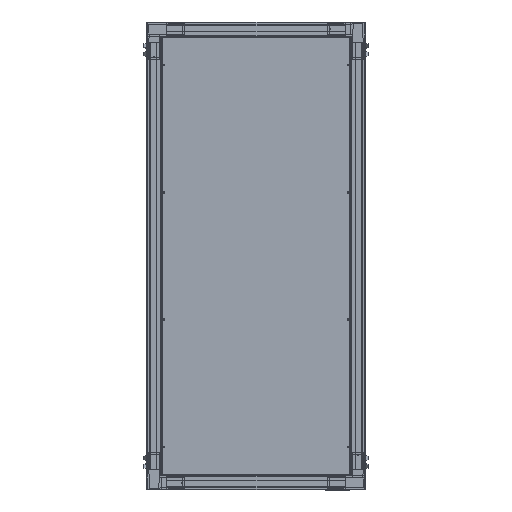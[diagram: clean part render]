
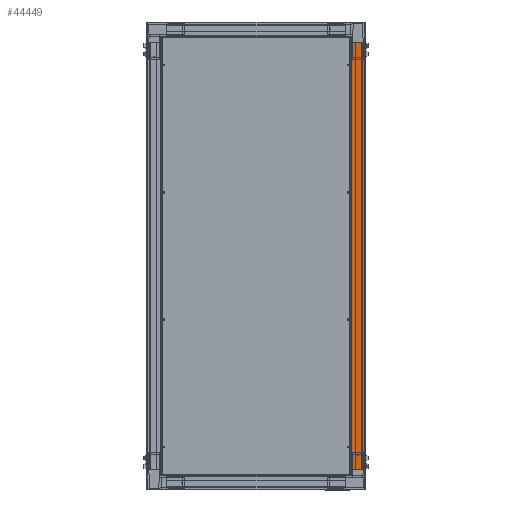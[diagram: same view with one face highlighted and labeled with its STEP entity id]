
A CAD part, front view. The second image highlights one B-rep face of the part: STEP entity #44449.
In plain terms, the highlighted planar face has unit normal (0, -1, 0).
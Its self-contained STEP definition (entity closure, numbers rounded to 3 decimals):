
#1060 = ORIENTED_EDGE ( 'NONE', *, *, #54540, .T. ) ;
#4507 = CARTESIAN_POINT ( 'NONE',  ( 1092.622, 227.422, 2100.069 ) ) ;
#5139 = CARTESIAN_POINT ( 'NONE',  ( 1092.622, 227.422, 610.069 ) ) ;
#12972 = DIRECTION ( 'NONE',  ( 0., 0., -1. ) ) ;
#14114 = CARTESIAN_POINT ( 'NONE',  ( 1092.622, 227.422, 2100.069 ) ) ;
#24782 = ORIENTED_EDGE ( 'NONE', *, *, #39298, .T. ) ;
#26952 = CARTESIAN_POINT ( 'NONE',  ( 1138.622, 227.422, 610.069 ) ) ;
#30697 = CARTESIAN_POINT ( 'NONE',  ( 1138.622, 227.422, 2100.069 ) ) ;
#34660 = ORIENTED_EDGE ( 'NONE', *, *, #75970, .F. ) ;
#35986 = LINE ( 'NONE', #36464, #66964 ) ;
#36464 = CARTESIAN_POINT ( 'NONE',  ( 1092.622, 227.422, 2100.069 ) ) ;
#39203 = VERTEX_POINT ( 'NONE', #4507 ) ;
#39298 = EDGE_CURVE ( 'NONE', #39203, #48481, #35986, .T. ) ;
#44449 = ADVANCED_FACE ( 'NONE', ( #56778 ), #87179, .F. ) ;
#45152 = VERTEX_POINT ( 'NONE', #56030 ) ;
#45205 = LINE ( 'NONE', #30697, #50618 ) ;
#48481 = VERTEX_POINT ( 'NONE', #58920 ) ;
#50271 = DIRECTION ( 'NONE',  ( 0., 1., 0. ) ) ;
#50618 = VECTOR ( 'NONE', #51232, 1000. ) ;
#51232 = DIRECTION ( 'NONE',  ( 0., 0., -1. ) ) ;
#54540 = EDGE_CURVE ( 'NONE', #48481, #89893, #98467, .T. ) ;
#56030 = CARTESIAN_POINT ( 'NONE',  ( 1138.622, 227.422, 2100.069 ) ) ;
#56778 = FACE_OUTER_BOUND ( 'NONE', #71402, .T. ) ;
#58920 = CARTESIAN_POINT ( 'NONE',  ( 1092.622, 227.422, 610.069 ) ) ;
#60953 = ORIENTED_EDGE ( 'NONE', *, *, #85789, .F. ) ;
#62386 = LINE ( 'NONE', #14114, #92067 ) ;
#64508 = VECTOR ( 'NONE', #74022, 1000. ) ;
#66704 = AXIS2_PLACEMENT_3D ( 'NONE', #95669, #50271, #75599 ) ;
#66964 = VECTOR ( 'NONE', #12972, 1000. ) ;
#71402 = EDGE_LOOP ( 'NONE', ( #1060, #60953, #34660, #24782 ) ) ;
#74022 = DIRECTION ( 'NONE',  ( 1., 0., 0. ) ) ;
#75599 = DIRECTION ( 'NONE',  ( -1., 0., 0. ) ) ;
#75970 = EDGE_CURVE ( 'NONE', #39203, #45152, #62386, .T. ) ;
#82996 = DIRECTION ( 'NONE',  ( 1., 0., 0. ) ) ;
#85789 = EDGE_CURVE ( 'NONE', #45152, #89893, #45205, .T. ) ;
#87179 = PLANE ( 'NONE',  #66704 ) ;
#89893 = VERTEX_POINT ( 'NONE', #26952 ) ;
#92067 = VECTOR ( 'NONE', #82996, 1000. ) ;
#95669 = CARTESIAN_POINT ( 'NONE',  ( 1092.622, 227.422, 2100.069 ) ) ;
#98467 = LINE ( 'NONE', #5139, #64508 ) ;
